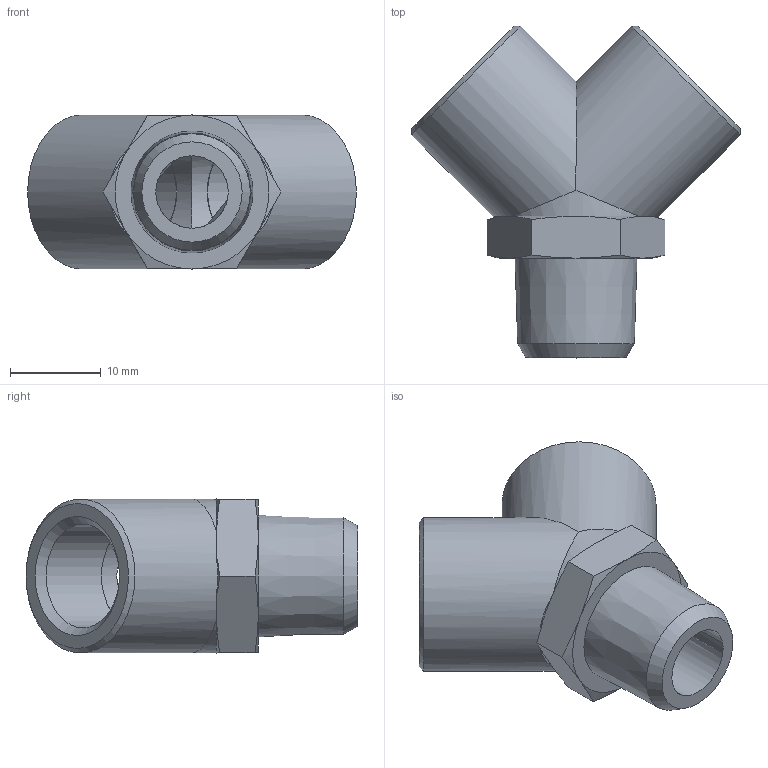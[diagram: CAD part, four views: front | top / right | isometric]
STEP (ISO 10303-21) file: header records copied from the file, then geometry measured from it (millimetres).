
FILE_DESCRIPTION(/* description */ ('STEP AP214'),/* implementation_level */ '2;1');
FILE_NAME(/* name */ '8030232_NPFC-Y-R14-2G14-MFF',/* time_stamp */ '2024-09-13T00:38:00+02:00',/* author */ ('License CC BY-ND 4.0'),/* organization */ ('CADENAS'),/* preprocessor_version */ 'ST-DEVELOPER v19.3',/* originating_system */ 'PARTsolutions',/* authorisation */ ' ');
FILE_SCHEMA (('AUTOMOTIVE_DESIGN {1 0 10303 214 3 1 1}'));
Length unit declared in the file: millimetre
Products named in the file (1): 8030232 NPFC-Y-R14-2G14-MFF
Bounding box: 36.29 x 36.65 x 17.01 mm (x, y, z)
Volume: 5471.2 mm3; surface area: 4132.9 mm2
Topology: 1 solids, 1 shells, 44 faces, 118 edges, 72 vertices
Faces by surface type: cone 18, plane 16, cylinder 9, sphere 1
Full cylindrical faces by diameter (mm): 8 x1, 11.445 x2, 11.5 x2, 17 x2
Entity records: 1256 total; most frequent: CARTESIAN_POINT 287, DIRECTION 196, ORIENTED_EDGE 178, AXIS2_PLACEMENT_3D 92, EDGE_CURVE 89, EDGE_LOOP 64, FACE_BOUND 64, VERTEX_POINT 63
